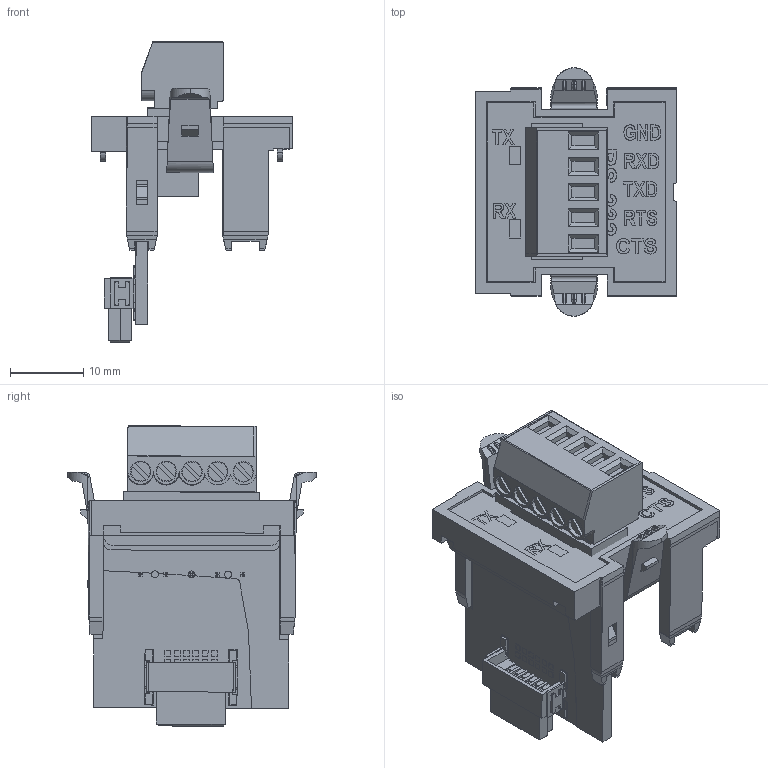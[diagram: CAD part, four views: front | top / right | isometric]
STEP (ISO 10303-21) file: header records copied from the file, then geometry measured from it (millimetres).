
FILE_DESCRIPTION (( 'STEP AP214' ), '1' );
FILE_NAME ('BX-P-SER2-TERMFC c r3.STEP', '2019-12-18T15:18:18', ( '' ), ( '' ), 'SwSTEP 2.0', 'SolidWorks 2017', '' );
FILE_SCHEMA (( 'AUTOMOTIVE_DESIGN' ));
Length unit declared in the file: inch
Products named in the file (1): BX-P-SER2-TERMFC c r3
Bounding box: 27.53 x 33.88 x 40.97 mm (x, y, z)
Volume: 6187.1 mm3; surface area: 10497.3 mm2
Topology: 37 solids, 37 shells, 2056 faces, 5445 edges, 3543 vertices
Faces by surface type: plane 1492, cylinder 367, bspline 148, torus 33, sphere 9, cone 7
Entity records: 76347 total; most frequent: CARTESIAN_POINT 21682, ORIENTED_EDGE 10866, DIRECTION 9308, EDGE_CURVE 5433, VECTOR 4212, LINE 4212, VERTEX_POINT 3543, AXIS2_PLACEMENT_3D 2548
